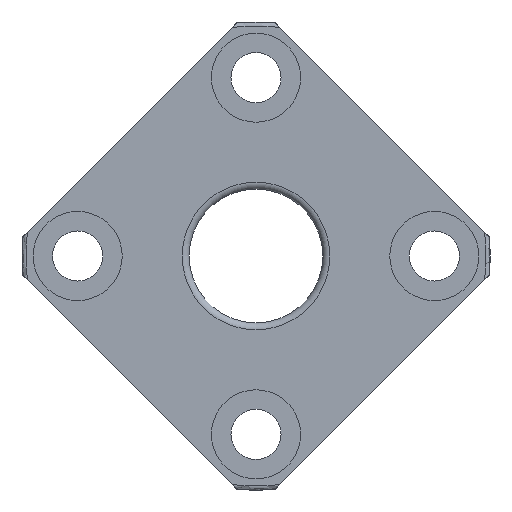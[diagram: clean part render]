
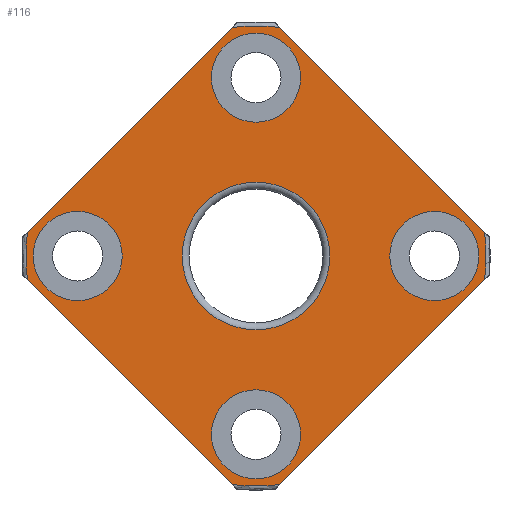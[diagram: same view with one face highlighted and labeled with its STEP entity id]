
A CAD part, left-side view. The second image highlights one B-rep face of the part: STEP entity #116.
In plain terms, the highlighted planar face has unit normal (-1, 0, 0).
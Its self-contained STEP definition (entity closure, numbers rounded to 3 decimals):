
#116 = ADVANCED_FACE( '', ( #253, #254, #255, #256, #257, #258 ), #259, .T. );
#253 = FACE_BOUND( '', #396, .T. );
#254 = FACE_BOUND( '', #397, .T. );
#255 = FACE_OUTER_BOUND( '', #398, .T. );
#256 = FACE_BOUND( '', #399, .T. );
#257 = FACE_BOUND( '', #400, .T. );
#258 = FACE_BOUND( '', #401, .T. );
#259 = PLANE( '', #402 );
#396 = EDGE_LOOP( '', ( #644 ) );
#397 = EDGE_LOOP( '', ( #645 ) );
#398 = EDGE_LOOP( '', ( #646, #647, #648, #649, #650, #651, #652, #653 ) );
#399 = EDGE_LOOP( '', ( #654 ) );
#400 = EDGE_LOOP( '', ( #655 ) );
#401 = EDGE_LOOP( '', ( #656 ) );
#402 = AXIS2_PLACEMENT_3D( '', #657, #658, #659 );
#644 = ORIENTED_EDGE( '', *, *, #785, .T. );
#645 = ORIENTED_EDGE( '', *, *, #810, .T. );
#646 = ORIENTED_EDGE( '', *, *, #730, .F. );
#647 = ORIENTED_EDGE( '', *, *, #811, .F. );
#648 = ORIENTED_EDGE( '', *, *, #762, .F. );
#649 = ORIENTED_EDGE( '', *, *, #800, .F. );
#650 = ORIENTED_EDGE( '', *, *, #808, .F. );
#651 = ORIENTED_EDGE( '', *, *, #768, .F. );
#652 = ORIENTED_EDGE( '', *, *, #812, .F. );
#653 = ORIENTED_EDGE( '', *, *, #802, .F. );
#654 = ORIENTED_EDGE( '', *, *, #725, .T. );
#655 = ORIENTED_EDGE( '', *, *, #716, .T. );
#656 = ORIENTED_EDGE( '', *, *, #722, .T. );
#657 = CARTESIAN_POINT( '', ( 0., 20.625, 0. ) );
#658 = DIRECTION( '', ( -1., 0., 0. ) );
#659 = DIRECTION( '', ( 0., 0., 1. ) );
#716 = EDGE_CURVE( '', #824, #824, #825, .T. );
#722 = EDGE_CURVE( '', #834, #834, #835, .T. );
#725 = EDGE_CURVE( '', #839, #839, #840, .T. );
#730 = EDGE_CURVE( '', #847, #849, #850, .T. );
#762 = EDGE_CURVE( '', #899, #901, #902, .T. );
#768 = EDGE_CURVE( '', #910, #906, #912, .T. );
#785 = EDGE_CURVE( '', #938, #938, #939, .T. );
#800 = EDGE_CURVE( '', #958, #899, #960, .T. );
#802 = EDGE_CURVE( '', #849, #962, #963, .T. );
#808 = EDGE_CURVE( '', #906, #958, #969, .T. );
#810 = EDGE_CURVE( '', #971, #971, #972, .F. );
#811 = EDGE_CURVE( '', #901, #847, #973, .T. );
#812 = EDGE_CURVE( '', #962, #910, #974, .T. );
#824 = VERTEX_POINT( '', #986 );
#825 = CIRCLE( '', #987, 4. );
#834 = VERTEX_POINT( '', #996 );
#835 = CIRCLE( '', #997, 4. );
#839 = VERTEX_POINT( '', #1001 );
#840 = CIRCLE( '', #1002, 4. );
#847 = VERTEX_POINT( '', #1017 );
#849 = VERTEX_POINT( '', #1026 );
#850 = LINE( '', #1027, #1028 );
#899 = VERTEX_POINT( '', #1117 );
#901 = VERTEX_POINT( '', #1126 );
#902 = LINE( '', #1127, #1128 );
#906 = VERTEX_POINT( '', #1139 );
#910 = VERTEX_POINT( '', #1150 );
#912 = CIRCLE( '', #1159, 20.625 );
#938 = VERTEX_POINT( '', #1187 );
#939 = CIRCLE( '', #1188, 6.625 );
#958 = VERTEX_POINT( '', #1211 );
#960 = CIRCLE( '', #1220, 20.625 );
#962 = VERTEX_POINT( '', #1222 );
#963 = CIRCLE( '', #1223, 20.625 );
#969 = LINE( '', #1250, #1251 );
#971 = VERTEX_POINT( '', #1253 );
#972 = CIRCLE( '', #1254, 4. );
#973 = CIRCLE( '', #1255, 20.625 );
#974 = LINE( '', #1256, #1257 );
#986 = CARTESIAN_POINT( '', ( 0., -16., -4. ) );
#987 = AXIS2_PLACEMENT_3D( '', #1276, #1277, #1278 );
#996 = CARTESIAN_POINT( '', ( 0., 0., 12. ) );
#997 = AXIS2_PLACEMENT_3D( '', #1288, #1289, #1290 );
#1001 = CARTESIAN_POINT( '', ( 0., 0., -20. ) );
#1002 = AXIS2_PLACEMENT_3D( '', #1294, #1295, #1296 );
#1017 = CARTESIAN_POINT( '', ( 0., 20.517, 2.111 ) );
#1026 = CARTESIAN_POINT( '', ( 0., 2.111, 20.517 ) );
#1027 = CARTESIAN_POINT( '', ( 0., 22.627, 0. ) );
#1028 = VECTOR( '', #1298, 1000. );
#1117 = CARTESIAN_POINT( '', ( 0., 2.111, -20.517 ) );
#1126 = CARTESIAN_POINT( '', ( 0., 20.517, -2.111 ) );
#1127 = CARTESIAN_POINT( '', ( 0., 0., -22.627 ) );
#1128 = VECTOR( '', #1337, 1000. );
#1139 = CARTESIAN_POINT( '', ( 0., -20.517, -2.111 ) );
#1150 = CARTESIAN_POINT( '', ( 0., -20.517, 2.111 ) );
#1159 = AXIS2_PLACEMENT_3D( '', #1341, #1342, #1343 );
#1187 = CARTESIAN_POINT( '', ( 0., 0., -6.625 ) );
#1188 = AXIS2_PLACEMENT_3D( '', #1373, #1374, #1375 );
#1211 = CARTESIAN_POINT( '', ( 0., -2.111, -20.517 ) );
#1220 = AXIS2_PLACEMENT_3D( '', #1392, #1393, #1394 );
#1222 = CARTESIAN_POINT( '', ( 0., -2.111, 20.517 ) );
#1223 = AXIS2_PLACEMENT_3D( '', #1395, #1396, #1397 );
#1250 = CARTESIAN_POINT( '', ( 0., -22.627, 0. ) );
#1251 = VECTOR( '', #1398, 1000. );
#1253 = CARTESIAN_POINT( '', ( 0., 16., 4. ) );
#1254 = AXIS2_PLACEMENT_3D( '', #1399, #1400, #1401 );
#1255 = AXIS2_PLACEMENT_3D( '', #1402, #1403, #1404 );
#1256 = CARTESIAN_POINT( '', ( 0., 0., 22.627 ) );
#1257 = VECTOR( '', #1405, 1000. );
#1276 = CARTESIAN_POINT( '', ( 0., -16., 0. ) );
#1277 = DIRECTION( '', ( 1., 0., 0. ) );
#1278 = DIRECTION( '', ( 0., 0., -1. ) );
#1288 = CARTESIAN_POINT( '', ( 0., 0., 16. ) );
#1289 = DIRECTION( '', ( 1., 0., 0. ) );
#1290 = DIRECTION( '', ( 0., 0., -1. ) );
#1294 = CARTESIAN_POINT( '', ( 0., 0., -16. ) );
#1295 = DIRECTION( '', ( 1., 0., 0. ) );
#1296 = DIRECTION( '', ( 0., 0., -1. ) );
#1298 = DIRECTION( '', ( 0., -0.707, 0.707 ) );
#1337 = DIRECTION( '', ( 0., 0.707, 0.707 ) );
#1341 = CARTESIAN_POINT( '', ( 0., 0., 0. ) );
#1342 = DIRECTION( '', ( 1., 0., 0. ) );
#1343 = DIRECTION( '', ( 0., 0., -1. ) );
#1373 = CARTESIAN_POINT( '', ( 0., 0., 0. ) );
#1374 = DIRECTION( '', ( 1., 0., 0. ) );
#1375 = DIRECTION( '', ( 0., 0., -1. ) );
#1392 = CARTESIAN_POINT( '', ( 0., 0., 0. ) );
#1393 = DIRECTION( '', ( 1., 0., 0. ) );
#1394 = DIRECTION( '', ( 0., 0., -1. ) );
#1395 = CARTESIAN_POINT( '', ( 0., 0., 0. ) );
#1396 = DIRECTION( '', ( 1., 0., 0. ) );
#1397 = DIRECTION( '', ( 0., 0., -1. ) );
#1398 = DIRECTION( '', ( 0., 0.707, -0.707 ) );
#1399 = CARTESIAN_POINT( '', ( 0., 16., 0. ) );
#1400 = DIRECTION( '', ( -1., 0., 0. ) );
#1401 = DIRECTION( '', ( 0., 0., 1. ) );
#1402 = CARTESIAN_POINT( '', ( 0., 0., 0. ) );
#1403 = DIRECTION( '', ( 1., 0., 0. ) );
#1404 = DIRECTION( '', ( 0., 0., -1. ) );
#1405 = DIRECTION( '', ( 0., -0.707, -0.707 ) );
